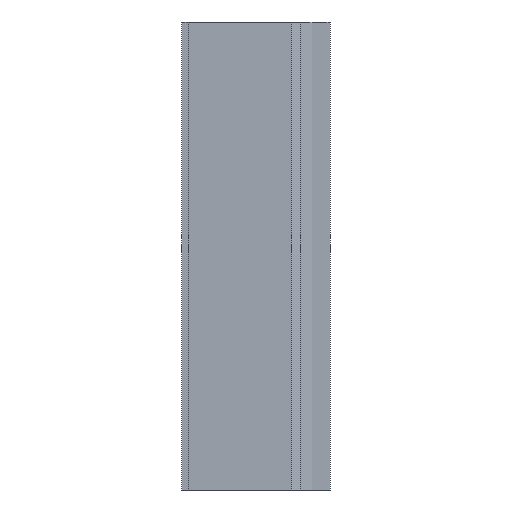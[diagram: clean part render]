
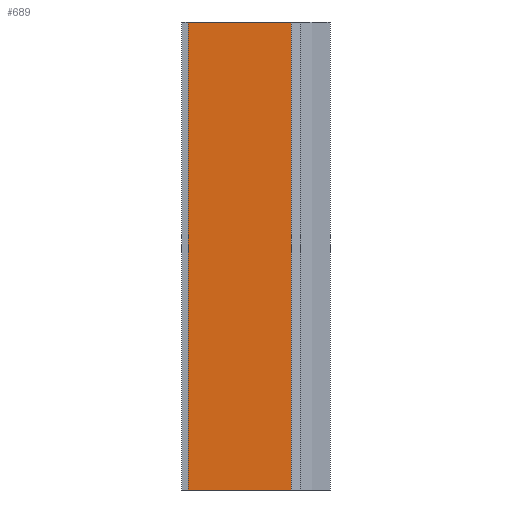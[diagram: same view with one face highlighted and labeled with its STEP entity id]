
A CAD part, front view. The second image highlights one B-rep face of the part: STEP entity #689.
In plain terms, the highlighted planar face has unit normal (0, -1, 0).
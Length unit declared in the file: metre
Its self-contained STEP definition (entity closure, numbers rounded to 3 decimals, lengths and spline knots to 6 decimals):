
#136=ORIENTED_EDGE('',*,*,#298,.T.);
#137=ORIENTED_EDGE('',*,*,#207,.F.);
#138=ORIENTED_EDGE('',*,*,#299,.F.);
#139=ORIENTED_EDGE('',*,*,#296,.T.);
#207=EDGE_CURVE('',#303,#300,#367,.T.);
#296=EDGE_CURVE('',#363,#362,#456,.T.);
#298=EDGE_CURVE('',#362,#300,#458,.T.);
#299=EDGE_CURVE('',#363,#303,#459,.T.);
#300=VERTEX_POINT('',#908);
#303=VERTEX_POINT('',#913);
#362=VERTEX_POINT('',#1091);
#363=VERTEX_POINT('',#1093);
#367=LINE('',#914,#463);
#456=LINE('',#1092,#552);
#458=LINE('',#1096,#554);
#459=LINE('',#1097,#555);
#463=VECTOR('',#746,1.);
#552=VECTOR('',#895,1.);
#554=VECTOR('',#899,1.);
#555=VECTOR('',#900,1.);
#587=EDGE_LOOP('',(#136,#137,#138,#139));
#621=FACE_BOUND('',#587,.T.);
#655=PLANE('',#736);
#689=ADVANCED_FACE('',(#621),#655,.F.);
#736=AXIS2_PLACEMENT_3D('',#1095,#897,#898);
#746=DIRECTION('',(0.,0.,-1.));
#895=DIRECTION('',(0.,0.,-1.));
#897=DIRECTION('',(0.,1.,0.));
#898=DIRECTION('',(0.,0.,1.));
#899=DIRECTION('',(1.,0.,0.));
#900=DIRECTION('',(1.,0.,0.));
#908=CARTESIAN_POINT('',(-0.001037,-0.002154,0.));
#913=CARTESIAN_POINT('',(-0.001037,-0.002154,0.0165));
#914=CARTESIAN_POINT('',(-0.001037,-0.002154,0.0165));
#1091=CARTESIAN_POINT('',(-0.004678,-0.002154,0.));
#1092=CARTESIAN_POINT('',(-0.004678,-0.002154,0.0165));
#1093=CARTESIAN_POINT('',(-0.004678,-0.002154,0.0165));
#1095=CARTESIAN_POINT('',(-0.002858,-0.002154,0.0165));
#1096=CARTESIAN_POINT('',(-0.002858,-0.002154,0.));
#1097=CARTESIAN_POINT('',(-0.002858,-0.002154,0.0165));
